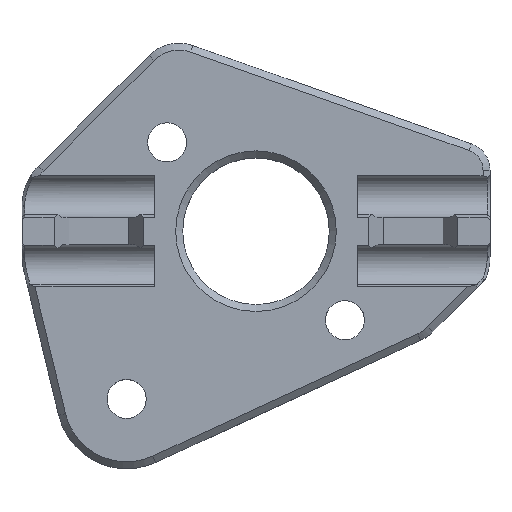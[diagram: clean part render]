
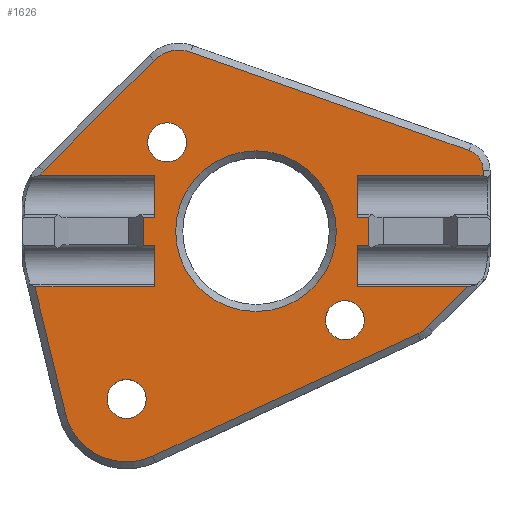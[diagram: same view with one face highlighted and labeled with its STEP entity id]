
A CAD part, top view. The second image highlights one B-rep face of the part: STEP entity #1626.
In plain terms, the highlighted planar face has unit normal (0, 0, 1).
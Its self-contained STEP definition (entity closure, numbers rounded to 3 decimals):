
#50=FACE_BOUND('',#225,.T.);
#51=FACE_BOUND('',#226,.T.);
#52=FACE_BOUND('',#227,.T.);
#53=FACE_BOUND('',#228,.T.);
#58=CIRCLE('',#1732,4.5);
#61=CIRCLE('',#1737,2.5);
#62=CIRCLE('',#1741,1.5);
#63=CIRCLE('',#1742,2.5);
#64=CIRCLE('',#1743,3.5);
#65=CIRCLE('',#1744,1.4);
#66=CIRCLE('',#1745,1.4);
#67=CIRCLE('',#1746,1.4);
#68=CIRCLE('',#1747,5.75);
#128=FACE_OUTER_BOUND('',#224,.T.);
#224=EDGE_LOOP('',(#1101,#1102,#1103,#1104,#1105,#1106,#1107,#1108,#1109,
#1110,#1111,#1112,#1113,#1114,#1115,#1116,#1117,#1118,#1119,#1120,#1121,
#1122,#1123,#1124,#1125));
#225=EDGE_LOOP('',(#1126));
#226=EDGE_LOOP('',(#1127));
#227=EDGE_LOOP('',(#1128));
#228=EDGE_LOOP('',(#1129));
#324=LINE('',#2323,#479);
#329=LINE('',#2337,#484);
#333=LINE('',#2349,#488);
#336=LINE('',#2363,#491);
#340=LINE('',#2376,#495);
#341=LINE('',#2378,#496);
#342=LINE('',#2380,#497);
#343=LINE('',#2382,#498);
#344=LINE('',#2384,#499);
#345=LINE('',#2386,#500);
#346=LINE('',#2388,#501);
#347=LINE('',#2390,#502);
#348=LINE('',#2394,#503);
#349=LINE('',#2398,#504);
#350=LINE('',#2402,#505);
#351=LINE('',#2404,#506);
#352=LINE('',#2406,#507);
#353=LINE('',#2408,#508);
#354=LINE('',#2410,#509);
#355=LINE('',#2411,#510);
#479=VECTOR('',#1876,10.);
#484=VECTOR('',#1889,10.);
#488=VECTOR('',#1901,10.);
#491=VECTOR('',#1906,10.);
#495=VECTOR('',#1912,10.);
#496=VECTOR('',#1913,10.);
#497=VECTOR('',#1914,10.);
#498=VECTOR('',#1915,10.);
#499=VECTOR('',#1916,10.);
#500=VECTOR('',#1917,10.);
#501=VECTOR('',#1918,10.);
#502=VECTOR('',#1919,10.);
#503=VECTOR('',#1922,10.);
#504=VECTOR('',#1925,10.);
#505=VECTOR('',#1928,10.);
#506=VECTOR('',#1929,10.);
#507=VECTOR('',#1930,10.);
#508=VECTOR('',#1931,10.);
#509=VECTOR('',#1932,10.);
#510=VECTOR('',#1933,10.);
#672=VERTEX_POINT('',#2320);
#673=VERTEX_POINT('',#2322);
#676=VERTEX_POINT('',#2329);
#678=VERTEX_POINT('',#2335);
#680=VERTEX_POINT('',#2342);
#682=VERTEX_POINT('',#2347);
#685=VERTEX_POINT('',#2362);
#689=VERTEX_POINT('',#2375);
#690=VERTEX_POINT('',#2377);
#691=VERTEX_POINT('',#2379);
#692=VERTEX_POINT('',#2381);
#693=VERTEX_POINT('',#2383);
#694=VERTEX_POINT('',#2385);
#695=VERTEX_POINT('',#2387);
#696=VERTEX_POINT('',#2389);
#697=VERTEX_POINT('',#2391);
#698=VERTEX_POINT('',#2393);
#699=VERTEX_POINT('',#2395);
#700=VERTEX_POINT('',#2397);
#701=VERTEX_POINT('',#2399);
#702=VERTEX_POINT('',#2401);
#703=VERTEX_POINT('',#2403);
#704=VERTEX_POINT('',#2405);
#705=VERTEX_POINT('',#2407);
#706=VERTEX_POINT('',#2409);
#707=VERTEX_POINT('',#2412);
#708=VERTEX_POINT('',#2414);
#709=VERTEX_POINT('',#2416);
#710=VERTEX_POINT('',#2418);
#826=EDGE_CURVE('',#672,#673,#324,.T.);
#830=EDGE_CURVE('',#676,#672,#58,.T.);
#833=EDGE_CURVE('',#678,#676,#329,.T.);
#837=EDGE_CURVE('',#680,#678,#61,.T.);
#839=EDGE_CURVE('',#682,#680,#333,.T.);
#843=EDGE_CURVE('',#685,#673,#336,.T.);
#848=EDGE_CURVE('',#682,#689,#340,.T.);
#849=EDGE_CURVE('',#689,#690,#341,.T.);
#850=EDGE_CURVE('',#690,#691,#342,.T.);
#851=EDGE_CURVE('',#691,#692,#343,.T.);
#852=EDGE_CURVE('',#692,#693,#344,.T.);
#853=EDGE_CURVE('',#693,#694,#345,.T.);
#854=EDGE_CURVE('',#694,#695,#346,.T.);
#855=EDGE_CURVE('',#696,#695,#347,.T.);
#856=EDGE_CURVE('',#697,#696,#62,.T.);
#857=EDGE_CURVE('',#698,#697,#348,.T.);
#858=EDGE_CURVE('',#699,#698,#63,.T.);
#859=EDGE_CURVE('',#700,#699,#349,.T.);
#860=EDGE_CURVE('',#701,#700,#64,.T.);
#861=EDGE_CURVE('',#701,#702,#350,.T.);
#862=EDGE_CURVE('',#702,#703,#351,.T.);
#863=EDGE_CURVE('',#703,#704,#352,.T.);
#864=EDGE_CURVE('',#704,#705,#353,.T.);
#865=EDGE_CURVE('',#705,#706,#354,.T.);
#866=EDGE_CURVE('',#706,#685,#355,.T.);
#867=EDGE_CURVE('',#707,#707,#65,.T.);
#868=EDGE_CURVE('',#708,#708,#66,.T.);
#869=EDGE_CURVE('',#709,#709,#67,.T.);
#870=EDGE_CURVE('',#710,#710,#68,.T.);
#1101=ORIENTED_EDGE('',*,*,#826,.F.);
#1102=ORIENTED_EDGE('',*,*,#830,.F.);
#1103=ORIENTED_EDGE('',*,*,#833,.F.);
#1104=ORIENTED_EDGE('',*,*,#837,.F.);
#1105=ORIENTED_EDGE('',*,*,#839,.F.);
#1106=ORIENTED_EDGE('',*,*,#848,.T.);
#1107=ORIENTED_EDGE('',*,*,#849,.T.);
#1108=ORIENTED_EDGE('',*,*,#850,.T.);
#1109=ORIENTED_EDGE('',*,*,#851,.T.);
#1110=ORIENTED_EDGE('',*,*,#852,.T.);
#1111=ORIENTED_EDGE('',*,*,#853,.T.);
#1112=ORIENTED_EDGE('',*,*,#854,.T.);
#1113=ORIENTED_EDGE('',*,*,#855,.F.);
#1114=ORIENTED_EDGE('',*,*,#856,.F.);
#1115=ORIENTED_EDGE('',*,*,#857,.F.);
#1116=ORIENTED_EDGE('',*,*,#858,.F.);
#1117=ORIENTED_EDGE('',*,*,#859,.F.);
#1118=ORIENTED_EDGE('',*,*,#860,.F.);
#1119=ORIENTED_EDGE('',*,*,#861,.T.);
#1120=ORIENTED_EDGE('',*,*,#862,.T.);
#1121=ORIENTED_EDGE('',*,*,#863,.T.);
#1122=ORIENTED_EDGE('',*,*,#864,.T.);
#1123=ORIENTED_EDGE('',*,*,#865,.T.);
#1124=ORIENTED_EDGE('',*,*,#866,.T.);
#1125=ORIENTED_EDGE('',*,*,#843,.T.);
#1126=ORIENTED_EDGE('',*,*,#867,.T.);
#1127=ORIENTED_EDGE('',*,*,#868,.T.);
#1128=ORIENTED_EDGE('',*,*,#869,.T.);
#1129=ORIENTED_EDGE('',*,*,#870,.F.);
#1571=PLANE('',#1740);
#1626=ADVANCED_FACE('',(#128,#50,#51,#52,#53),#1571,.F.);
#1732=AXIS2_PLACEMENT_3D('',#2331,#1882,#1883);
#1737=AXIS2_PLACEMENT_3D('',#2344,#1896,#1897);
#1740=AXIS2_PLACEMENT_3D('',#2374,#1910,#1911);
#1741=AXIS2_PLACEMENT_3D('',#2392,#1920,#1921);
#1742=AXIS2_PLACEMENT_3D('',#2396,#1923,#1924);
#1743=AXIS2_PLACEMENT_3D('',#2400,#1926,#1927);
#1744=AXIS2_PLACEMENT_3D('',#2413,#1934,#1935);
#1745=AXIS2_PLACEMENT_3D('',#2415,#1936,#1937);
#1746=AXIS2_PLACEMENT_3D('',#2417,#1938,#1939);
#1747=AXIS2_PLACEMENT_3D('',#2419,#1940,#1941);
#1876=DIRECTION('',(-0.235,0.972,0.));
#1882=DIRECTION('center_axis',(0.,0.,-1.));
#1883=DIRECTION('ref_axis',(0.707,-0.707,0.));
#1889=DIRECTION('',(-0.908,-0.419,0.));
#1896=DIRECTION('center_axis',(0.,0.,-1.));
#1897=DIRECTION('ref_axis',(0.572,-0.82,0.));
#1901=DIRECTION('',(-0.707,-0.707,0.));
#1906=DIRECTION('',(-1.,0.,0.));
#1910=DIRECTION('center_axis',(0.,0.,-1.));
#1911=DIRECTION('ref_axis',(1.,0.,0.));
#1912=DIRECTION('',(-1.,0.,0.));
#1913=DIRECTION('',(0.,1.,0.));
#1914=DIRECTION('',(1.,0.,0.));
#1915=DIRECTION('',(0.,1.,0.));
#1916=DIRECTION('',(-1.,0.,0.));
#1917=DIRECTION('',(0.,1.,0.));
#1918=DIRECTION('',(1.,0.,0.));
#1919=DIRECTION('',(0.,-1.,0.));
#1920=DIRECTION('center_axis',(0.,0.,-1.));
#1921=DIRECTION('ref_axis',(0.816,0.578,0.));
#1922=DIRECTION('',(0.943,-0.333,0.));
#1923=DIRECTION('center_axis',(0.,0.,-1.));
#1924=DIRECTION('ref_axis',(-0.221,0.975,0.));
#1925=DIRECTION('',(0.707,0.707,0.));
#1926=DIRECTION('center_axis',(0.,0.,-1.));
#1927=DIRECTION('ref_axis',(-1.,0.,0.));
#1928=DIRECTION('',(1.,0.,0.));
#1929=DIRECTION('',(0.,-1.,0.));
#1930=DIRECTION('',(-1.,0.,0.));
#1931=DIRECTION('',(0.,-1.,0.));
#1932=DIRECTION('',(1.,0.,0.));
#1933=DIRECTION('',(0.,-1.,0.));
#1934=DIRECTION('center_axis',(0.,0.,
-1.));
#1935=DIRECTION('ref_axis',(-0.707,0.707,0.));
#1936=DIRECTION('center_axis',(0.,0.,-1.));
#1937=DIRECTION('ref_axis',(-0.707,0.707,0.));
#1938=DIRECTION('center_axis',(0.,0.,-1.));
#1939=DIRECTION('ref_axis',(-0.707,0.707,0.));
#1940=DIRECTION('center_axis',(0.,0.,1.));
#1941=DIRECTION('ref_axis',(1.,0.,0.));
#2320=CARTESIAN_POINT('',(-13.638,-13.062,-4.5));
#2322=CARTESIAN_POINT('',(-15.828,-3.984,-4.5));
#2323=CARTESIAN_POINT('',(-14.752,-8.445,-4.5));
#2329=CARTESIAN_POINT('',(-7.379,-16.093,-4.5));
#2331=CARTESIAN_POINT('Origin',(-9.263,-12.007,-4.5));
#2335=CARTESIAN_POINT('',(11.58,-7.35,-4.5));
#2337=CARTESIAN_POINT('',(8.446,-8.795,-4.5));
#2342=CARTESIAN_POINT('',(12.301,-6.847,-4.5));
#2344=CARTESIAN_POINT('Origin',(10.533,-5.08,-4.5));
#2347=CARTESIAN_POINT('',(15.165,-3.984,-4.5));
#2349=CARTESIAN_POINT('',(11.803,-7.345,-4.5));
#2362=CARTESIAN_POINT('',(-7.25,-3.984,-4.5));
#2363=CARTESIAN_POINT('',(-3.875,-3.984,-4.5));
#2374=CARTESIAN_POINT('Origin',(0.,0.,-4.5));
#2375=CARTESIAN_POINT('',(7.25,-3.984,-4.5));
#2376=CARTESIAN_POINT('',(3.875,-3.984,-4.5));
#2377=CARTESIAN_POINT('',(7.25,-1.016,-4.5));
#2378=CARTESIAN_POINT('',(7.25,-1.25,-4.5));
#2379=CARTESIAN_POINT('',(8.05,-1.016,-4.5));
#2380=CARTESIAN_POINT('',(3.875,-1.016,-4.5));
#2381=CARTESIAN_POINT('',(8.05,1.016,-4.5));
#2382=CARTESIAN_POINT('',(8.05,0.,-4.5));
#2383=CARTESIAN_POINT('',(7.25,1.016,-4.5));
#2384=CARTESIAN_POINT('',(3.875,1.016,-4.5));
#2385=CARTESIAN_POINT('',(7.25,3.984,-4.5));
#2386=CARTESIAN_POINT('',(7.25,1.25,-4.5));
#2387=CARTESIAN_POINT('',(16.25,3.984,-4.5));
#2388=CARTESIAN_POINT('',(3.875,3.984,-4.5));
#2389=CARTESIAN_POINT('',(16.25,4.365,-4.5));
#2390=CARTESIAN_POINT('',(16.25,-0.91,-4.5));
#2391=CARTESIAN_POINT('',(15.249,5.78,-4.5));
#2392=CARTESIAN_POINT('Origin',(14.75,4.365,-4.5));
#2393=CARTESIAN_POINT('',(-4.689,12.82,-4.5));
#2394=CARTESIAN_POINT('',(-1.484,11.688,-4.5));
#2395=CARTESIAN_POINT('',(-7.289,12.23,-4.5));
#2396=CARTESIAN_POINT('Origin',(-5.521,10.462,-4.5));
#2397=CARTESIAN_POINT('',(-15.225,4.294,-4.5));
#2398=CARTESIAN_POINT('',(-12.492,7.027,-4.5));
#2399=CARTESIAN_POINT('',(-15.501,3.984,-4.5));
#2400=CARTESIAN_POINT('Origin',(-12.75,1.819,-4.5));
#2401=CARTESIAN_POINT('',(-7.25,3.984,-4.5));
#2402=CARTESIAN_POINT('',(-3.875,3.984,-4.5));
#2403=CARTESIAN_POINT('',(-7.25,1.016,-4.5));
#2404=CARTESIAN_POINT('',(-7.25,0.,-4.5));
#2405=CARTESIAN_POINT('',(-8.05,1.016,-4.5));
#2406=CARTESIAN_POINT('',(-3.875,1.016,-4.5));
#2407=CARTESIAN_POINT('',(-8.05,-1.016,-4.5));
#2408=CARTESIAN_POINT('',(-8.05,0.,-4.5));
#2409=CARTESIAN_POINT('',(-7.25,-1.016,-4.5));
#2410=CARTESIAN_POINT('',(-3.875,-1.016,-4.5));
#2411=CARTESIAN_POINT('',(-7.25,0.,-4.5));
#2412=CARTESIAN_POINT('',(-8.273,-12.997,-4.5));
#2413=CARTESIAN_POINT('Origin',(-9.263,-12.007,-4.5));
#2414=CARTESIAN_POINT('',(7.354,-7.354,-4.5));
#2415=CARTESIAN_POINT('Origin',(6.364,-6.364,-4.5));
#2416=CARTESIAN_POINT('',(-5.374,5.374,-4.5));
#2417=CARTESIAN_POINT('Origin',(-6.364,6.364,-4.5));
#2418=CARTESIAN_POINT('',(-5.75,0.,-4.5));
#2419=CARTESIAN_POINT('Origin',(0.,0.,-4.5));
